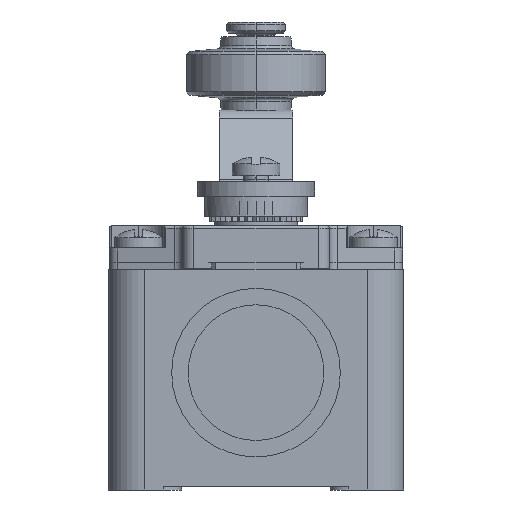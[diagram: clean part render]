
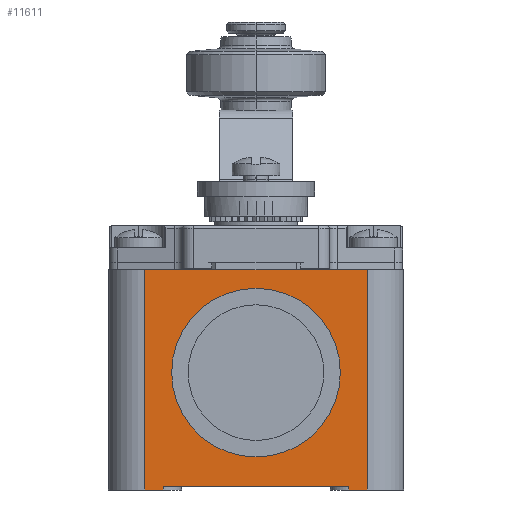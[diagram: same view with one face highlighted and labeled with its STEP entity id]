
A CAD part, front view. The second image highlights one B-rep face of the part: STEP entity #11611.
In plain terms, the highlighted face is planar.
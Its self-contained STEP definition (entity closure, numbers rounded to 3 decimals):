
#1298=DIRECTION('',(1.,0.,0.));
#1299=VECTOR('',#1298,25.3);
#1300=CARTESIAN_POINT('',(-12.65,0.5,37.));
#1301=LINE('',#1300,#1299);
#1478=DIRECTION('',(1.,0.,0.));
#1479=VECTOR('',#1478,2.5);
#1480=CARTESIAN_POINT('',(12.65,0.,37.));
#1481=LINE('',#1480,#1479);
#1498=DIRECTION('',(1.,0.,0.));
#1499=VECTOR('',#1498,2.5);
#1500=CARTESIAN_POINT('',(-15.15,0.,37.));
#1501=LINE('',#1500,#1499);
#1742=DIRECTION('',(1.,0.,0.));
#1743=VECTOR('',#1742,30.3);
#1744=CARTESIAN_POINT('',(-15.15,30.,37.));
#1745=LINE('',#1744,#1743);
#2169=DIRECTION('',(0.,1.,0.));
#2170=VECTOR('',#2169,0.5);
#2171=CARTESIAN_POINT('',(-12.65,0.,37.));
#2172=LINE('',#2171,#2170);
#2225=DIRECTION('',(0.,-1.,0.));
#2226=VECTOR('',#2225,0.5);
#2227=CARTESIAN_POINT('',(12.65,0.5,37.));
#2228=LINE('',#2227,#2226);
#2281=CARTESIAN_POINT('',(0.,16.,37.));
#2282=DIRECTION('',(0.,0.,1.));
#2283=DIRECTION('',(-1.,0.,0.));
#2284=AXIS2_PLACEMENT_3D('',#2281,#2282,#2283);
#2299=CARTESIAN_POINT('',(0.,16.,37.));
#2300=DIRECTION('',(0.,0.,1.));
#2301=DIRECTION('',(1.,0.,0.));
#2302=AXIS2_PLACEMENT_3D('',#2299,#2300,#2301);
#2327=DIRECTION('',(0.,-1.,0.));
#2328=VECTOR('',#2327,30.);
#2329=CARTESIAN_POINT('',(-15.15,30.,37.));
#2330=LINE('',#2329,#2328);
#3446=DIRECTION('',(0.,-1.,0.));
#3447=VECTOR('',#3446,30.);
#3448=CARTESIAN_POINT('',(15.15,30.,37.));
#3449=LINE('',#3448,#3447);
#7551=CARTESIAN_POINT('',(15.15,0.,37.));
#7552=VERTEX_POINT('',#7551);
#7553=CARTESIAN_POINT('',(15.15,30.,37.));
#7554=VERTEX_POINT('',#7553);
#7555=CARTESIAN_POINT('',(-15.15,30.,37.));
#7556=CARTESIAN_POINT('',(-15.15,0.,37.));
#7557=VERTEX_POINT('',#7555);
#7558=VERTEX_POINT('',#7556);
#7675=CARTESIAN_POINT('',(12.65,0.5,37.));
#7676=CARTESIAN_POINT('',(12.65,0.,37.));
#7677=VERTEX_POINT('',#7675);
#7678=VERTEX_POINT('',#7676);
#7679=CARTESIAN_POINT('',(-12.65,0.,37.));
#7680=CARTESIAN_POINT('',(-12.65,0.5,37.));
#7681=VERTEX_POINT('',#7679);
#7682=VERTEX_POINT('',#7680);
#7925=CARTESIAN_POINT('',(10.45,16.,37.));
#7926=CARTESIAN_POINT('',(-10.45,16.,37.));
#7927=VERTEX_POINT('',#7925);
#7928=VERTEX_POINT('',#7926);
#11588=CARTESIAN_POINT('',(-20.15,0.,37.));
#11589=DIRECTION('',(0.,0.,1.));
#11590=DIRECTION('',(1.,0.,0.));
#11591=AXIS2_PLACEMENT_3D('',#11588,#11589,#11590);
#11592=PLANE('',#11591);
#11593=ORIENTED_EDGE('',*,*,#11496,.F.);
#11594=ORIENTED_EDGE('',*,*,#10213,.F.);
#11595=ORIENTED_EDGE('',*,*,#11420,.F.);
#11596=ORIENTED_EDGE('',*,*,#10435,.F.);
#11598=ORIENTED_EDGE('',*,*,#11597,.F.);
#11599=ORIENTED_EDGE('',*,*,#10503,.T.);
#11601=ORIENTED_EDGE('',*,*,#11600,.T.);
#11602=ORIENTED_EDGE('',*,*,#10399,.F.);
#11603=EDGE_LOOP('',(#11593,#11594,#11595,#11596,#11598,#11599,#11601,#11602));
#11604=FACE_OUTER_BOUND('',#11603,.F.);
#11606=ORIENTED_EDGE('',*,*,#11605,.T.);
#11608=ORIENTED_EDGE('',*,*,#11607,.T.);
#11609=EDGE_LOOP('',(#11606,#11608));
#11610=FACE_BOUND('',#11609,.F.);
#11611=ADVANCED_FACE('',(#11604,#11610),#11592,.T.);
#2285=CIRCLE('',#2284,10.45);
#2303=CIRCLE('',#2302,10.45);
#10213=EDGE_CURVE('',#7682,#7677,#1301,.T.);
#10399=EDGE_CURVE('',#7678,#7552,#1481,.T.);
#10435=EDGE_CURVE('',#7558,#7681,#1501,.T.);
#10503=EDGE_CURVE('',#7557,#7554,#1745,.T.);
#11420=EDGE_CURVE('',#7681,#7682,#2172,.T.);
#11496=EDGE_CURVE('',#7677,#7678,#2228,.T.);
#11597=EDGE_CURVE('',#7557,#7558,#2330,.T.);
#11600=EDGE_CURVE('',#7554,#7552,#3449,.T.);
#11605=EDGE_CURVE('',#7928,#7927,#2285,.T.);
#11607=EDGE_CURVE('',#7927,#7928,#2303,.T.);
